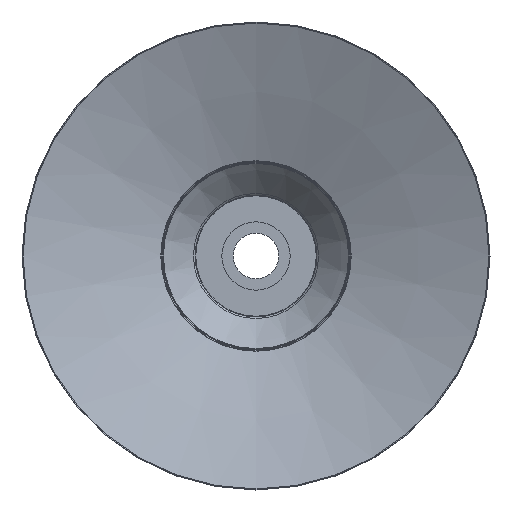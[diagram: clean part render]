
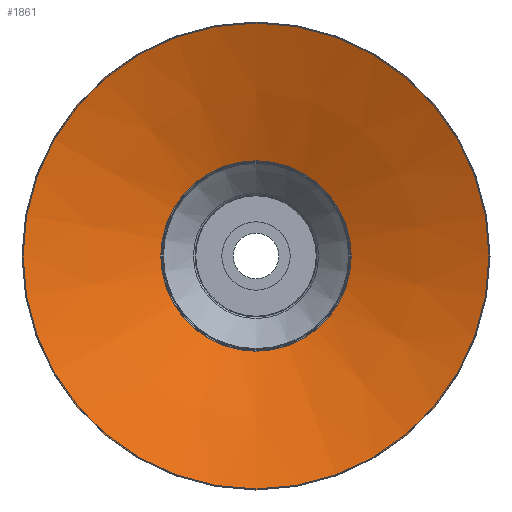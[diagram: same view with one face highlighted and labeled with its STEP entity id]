
A CAD part, front view. The second image highlights one B-rep face of the part: STEP entity #1861.
In plain terms, the highlighted conical face has half-angle 68.199 degrees and reference radius 7.125 mm.
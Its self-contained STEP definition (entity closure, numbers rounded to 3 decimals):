
#141=CONICAL_SURFACE('',#2144,7.125,1.19);
#248=LINE('',#3018,#326);
#326=VECTOR('',#2449,7.125);
#432=FACE_OUTER_BOUND('',#560,.T.);
#560=EDGE_LOOP('',(#1312,#1313,#1314,#1315));
#715=CIRCLE('',#2143,4.177);
#716=CIRCLE('',#2145,10.25);
#838=VERTEX_POINT('',#3012);
#839=VERTEX_POINT('',#3016);
#1020=EDGE_CURVE('',#838,#838,#715,.T.);
#1021=EDGE_CURVE('',#839,#839,#716,.T.);
#1022=EDGE_CURVE('',#839,#838,#248,.T.);
#1312=ORIENTED_EDGE('',*,*,#1021,.T.);
#1313=ORIENTED_EDGE('',*,*,#1022,.T.);
#1314=ORIENTED_EDGE('',*,*,#1020,.F.);
#1315=ORIENTED_EDGE('',*,*,#1022,.F.);
#1861=ADVANCED_FACE('',(#432),#141,.F.);
#2143=AXIS2_PLACEMENT_3D('',#3014,#2443,#2444);
#2144=AXIS2_PLACEMENT_3D('',#3015,#2445,#2446);
#2145=AXIS2_PLACEMENT_3D('',#3017,#2447,#2448);
#2443=DIRECTION('center_axis',(0.,-1.,0.));
#2444=DIRECTION('ref_axis',(0.,0.,1.));
#2445=DIRECTION('center_axis',(0.,-1.,0.));
#2446=DIRECTION('ref_axis',(0.,0.,-1.));
#2447=DIRECTION('center_axis',(0.,-1.,0.));
#2448=DIRECTION('ref_axis',(1.,0.,0.));
#2449=DIRECTION('',(0.,0.371,-0.928));
#3012=CARTESIAN_POINT('',(0.,2.429,4.177));
#3014=CARTESIAN_POINT('Origin',(0.,2.429,
0.));
#3015=CARTESIAN_POINT('Origin',(0.,1.25,0.));
#3016=CARTESIAN_POINT('',(0.,0.,10.25));
#3017=CARTESIAN_POINT('Origin',(0.,0.,0.));
#3018=CARTESIAN_POINT('',(0.,1.25,7.125));
